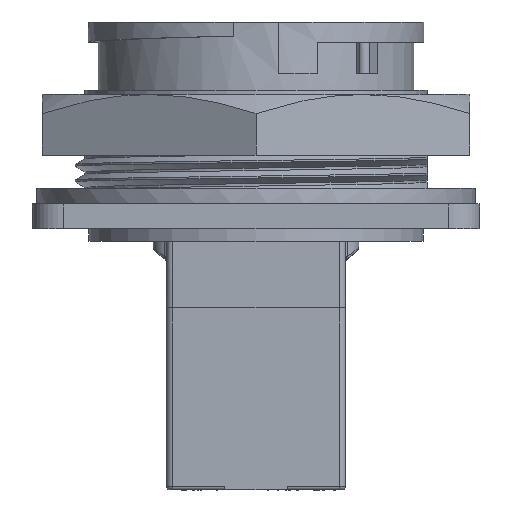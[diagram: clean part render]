
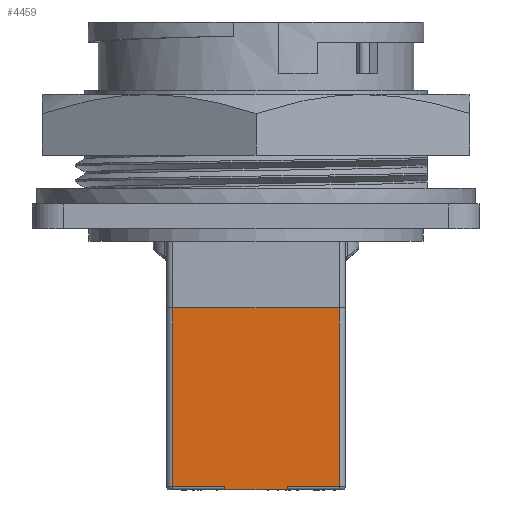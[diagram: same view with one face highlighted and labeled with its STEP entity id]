
A CAD part, front view. The second image highlights one B-rep face of the part: STEP entity #4459.
In plain terms, the highlighted planar face has unit normal (0, -1, 0).
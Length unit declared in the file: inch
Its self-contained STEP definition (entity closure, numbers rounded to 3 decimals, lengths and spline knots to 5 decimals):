
#115 = LINE ( 'NONE', #18662, #26775 ) ;
#437 = ORIENTED_EDGE ( 'NONE', *, *, #23357, .T. ) ;
#714 = DIRECTION ( 'NONE',  ( 0., 0., -1. ) ) ;
#3135 = VECTOR ( 'NONE', #13038, 39.37008 ) ;
#3236 = ORIENTED_EDGE ( 'NONE', *, *, #18493, .F. ) ;
#3972 = DIRECTION ( 'NONE',  ( -1., 0., 0. ) ) ;
#4008 = CARTESIAN_POINT ( 'NONE',  ( -0.1, -0.349, -0.82993 ) ) ;
#4272 = EDGE_CURVE ( 'NONE', #13871, #13137, #7542, .T. ) ;
#4459 = ADVANCED_FACE ( 'NONE', ( #16113 ), #20888, .T. ) ;
#4985 = ORIENTED_EDGE ( 'NONE', *, *, #12090, .T. ) ;
#5204 = VERTEX_POINT ( 'NONE', #23025 ) ;
#5269 = LINE ( 'NONE', #9462, #21378 ) ;
#5288 = CARTESIAN_POINT ( 'NONE',  ( -0.2675, -0.349, -0.83993 ) ) ;
#5868 = LINE ( 'NONE', #22280, #17754 ) ;
#6950 = LINE ( 'NONE', #12123, #17510 ) ;
#7542 = LINE ( 'NONE', #5288, #18741 ) ;
#7564 = DIRECTION ( 'NONE',  ( 0., 0., 1. ) ) ;
#8068 = VERTEX_POINT ( 'NONE', #4008 ) ;
#8674 = LINE ( 'NONE', #10907, #3135 ) ;
#9275 = VERTEX_POINT ( 'NONE', #18389 ) ;
#9310 = CARTESIAN_POINT ( 'NONE',  ( 0.2675, -0.349, -0.25443 ) ) ;
#9462 = CARTESIAN_POINT ( 'NONE',  ( 0.2675, -0.349, -0.82993 ) ) ;
#10401 = LINE ( 'NONE', #19067, #27240 ) ;
#10907 = CARTESIAN_POINT ( 'NONE',  ( 0.2675, -0.349, -0.83993 ) ) ;
#11737 = VECTOR ( 'NONE', #14647, 39.37008 ) ;
#11832 = CARTESIAN_POINT ( 'NONE',  ( 0.1, -0.349, -0.83993 ) ) ;
#11836 = CARTESIAN_POINT ( 'NONE',  ( -0.2675, -0.349, -0.82993 ) ) ;
#12016 = EDGE_CURVE ( 'NONE', #13137, #8068, #12391, .T. ) ;
#12090 = EDGE_CURVE ( 'NONE', #14640, #13107, #10401, .T. ) ;
#12123 = CARTESIAN_POINT ( 'NONE',  ( -0.2875, -0.349, -0.25443 ) ) ;
#12391 = LINE ( 'NONE', #12516, #11737 ) ;
#12515 = DIRECTION ( 'NONE',  ( -1., 0., 0. ) ) ;
#12516 = CARTESIAN_POINT ( 'NONE',  ( -0.2675, -0.349, -0.82993 ) ) ;
#12613 = CARTESIAN_POINT ( 'NONE',  ( -0.2675, -0.349, -0.25443 ) ) ;
#12692 = DIRECTION ( 'NONE',  ( 0., 0., 1. ) ) ;
#12760 = ORIENTED_EDGE ( 'NONE', *, *, #22034, .T. ) ;
#13038 = DIRECTION ( 'NONE',  ( 0., 0., 1. ) ) ;
#13107 = VERTEX_POINT ( 'NONE', #20141 ) ;
#13137 = VERTEX_POINT ( 'NONE', #11836 ) ;
#13824 = AXIS2_PLACEMENT_3D ( 'NONE', #23021, #25138, #12515 ) ;
#13871 = VERTEX_POINT ( 'NONE', #12613 ) ;
#14231 = EDGE_LOOP ( 'NONE', ( #4985, #3236, #12760, #15300, #23671, #20591, #14701, #437 ) ) ;
#14640 = VERTEX_POINT ( 'NONE', #11832 ) ;
#14647 = DIRECTION ( 'NONE',  ( 1., 0., 0. ) ) ;
#14701 = ORIENTED_EDGE ( 'NONE', *, *, #19827, .F. ) ;
#15300 = ORIENTED_EDGE ( 'NONE', *, *, #24571, .T. ) ;
#15833 = DIRECTION ( 'NONE',  ( -1., 0., 0. ) ) ;
#16113 = FACE_OUTER_BOUND ( 'NONE', #14231, .T. ) ;
#17510 = VECTOR ( 'NONE', #3972, 39.37008 ) ;
#17754 = VECTOR ( 'NONE', #7564, 39.37008 ) ;
#17872 = VERTEX_POINT ( 'NONE', #9310 ) ;
#18389 = CARTESIAN_POINT ( 'NONE',  ( -0.1, -0.349, -0.83993 ) ) ;
#18493 = EDGE_CURVE ( 'NONE', #5204, #13107, #5269, .T. ) ;
#18662 = CARTESIAN_POINT ( 'NONE',  ( -0.2875, -0.349, -0.83993 ) ) ;
#18741 = VECTOR ( 'NONE', #714, 39.37008 ) ;
#19067 = CARTESIAN_POINT ( 'NONE',  ( 0.1, -0.349, -0.82993 ) ) ;
#19827 = EDGE_CURVE ( 'NONE', #9275, #8068, #5868, .T. ) ;
#20141 = CARTESIAN_POINT ( 'NONE',  ( 0.1, -0.349, -0.82993 ) ) ;
#20591 = ORIENTED_EDGE ( 'NONE', *, *, #12016, .T. ) ;
#20888 = PLANE ( 'NONE',  #13824 ) ;
#21378 = VECTOR ( 'NONE', #15833, 39.37008 ) ;
#22034 = EDGE_CURVE ( 'NONE', #5204, #17872, #8674, .T. ) ;
#22280 = CARTESIAN_POINT ( 'NONE',  ( -0.1, -0.349, -0.82993 ) ) ;
#23021 = CARTESIAN_POINT ( 'NONE',  ( -0.2875, -0.349, -0.83993 ) ) ;
#23025 = CARTESIAN_POINT ( 'NONE',  ( 0.2675, -0.349, -0.82993 ) ) ;
#23357 = EDGE_CURVE ( 'NONE', #9275, #14640, #115, .T. ) ;
#23671 = ORIENTED_EDGE ( 'NONE', *, *, #4272, .T. ) ;
#24571 = EDGE_CURVE ( 'NONE', #17872, #13871, #6950, .T. ) ;
#25138 = DIRECTION ( 'NONE',  ( 0., -1., 0. ) ) ;
#26775 = VECTOR ( 'NONE', #27135, 39.37008 ) ;
#27135 = DIRECTION ( 'NONE',  ( 1., 0., 0. ) ) ;
#27240 = VECTOR ( 'NONE', #12692, 39.37008 ) ;
